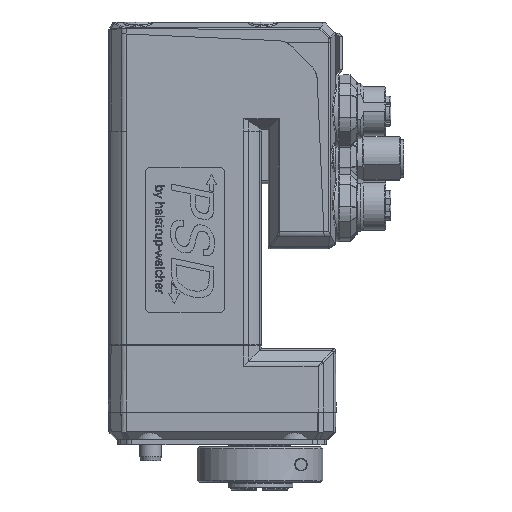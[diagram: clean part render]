
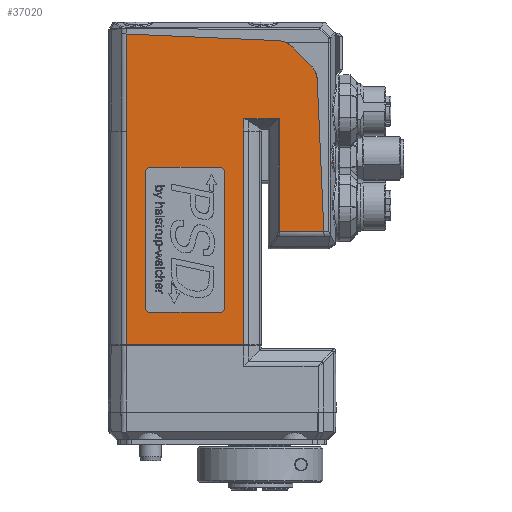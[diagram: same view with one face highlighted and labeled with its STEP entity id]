
A CAD part, left-side view. The second image highlights one B-rep face of the part: STEP entity #37020.
In plain terms, the highlighted planar face has unit normal (-1, 0, 0).
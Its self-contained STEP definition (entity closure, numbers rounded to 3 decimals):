
#2402=FACE_BOUND('',#7816,.T.);
#2914=CIRCLE('',#37563,1.5);
#2915=CIRCLE('',#37566,1.5);
#2916=CIRCLE('',#37569,1.5);
#2917=CIRCLE('',#37572,1.5);
#3374=CIRCLE('',#38696,6.);
#3375=CIRCLE('',#38699,6.);
#5699=FACE_OUTER_BOUND('',#7815,.T.);
#7815=EDGE_LOOP('',(#31448,#31449,#31450,#31451,#31452,#31453,#31454,#31455,
#31456,#31457,#31458,#31459,#31460,#31461,#31462));
#7816=EDGE_LOOP('',(#31463,#31464,#31465,#31466,#31467,#31468,#31469,#31470));
#8791=LINE('',#53695,#11450);
#8794=LINE('',#53703,#11453);
#8797=LINE('',#53711,#11456);
#8800=LINE('',#53718,#11459);
#9786=LINE('',#62715,#12445);
#9892=LINE('',#65409,#12551);
#9948=LINE('',#65555,#12607);
#10451=LINE('',#69105,#13110);
#10452=LINE('',#69109,#13111);
#10453=LINE('',#69111,#13112);
#10454=LINE('',#69113,#13113);
#10455=LINE('',#69115,#13114);
#10456=LINE('',#69116,#13115);
#10457=LINE('',#69118,#13116);
#10458=LINE('',#69120,#13117);
#10459=LINE('',#69122,#13118);
#10460=LINE('',#69123,#13119);
#11450=VECTOR('',#41297,10.);
#11453=VECTOR('',#41306,10.);
#11456=VECTOR('',#41315,10.);
#11459=VECTOR('',#41324,10.);
#12445=VECTOR('',#43880,10.);
#12551=VECTOR('',#44558,10.);
#12607=VECTOR('',#44720,10.);
#13110=VECTOR('',#46945,1000.);
#13111=VECTOR('',#46950,1000.);
#13112=VECTOR('',#46951,10.);
#13113=VECTOR('',#46952,10.);
#13114=VECTOR('',#46953,10.);
#13115=VECTOR('',#46954,10.);
#13116=VECTOR('',#46955,10.);
#13117=VECTOR('',#46956,1000.);
#13118=VECTOR('',#46957,1000.);
#13119=VECTOR('',#46958,1000.);
#14201=VERTEX_POINT('',#53688);
#14202=VERTEX_POINT('',#53689);
#14203=VERTEX_POINT('',#53694);
#14204=VERTEX_POINT('',#53698);
#14205=VERTEX_POINT('',#53702);
#14206=VERTEX_POINT('',#53706);
#14207=VERTEX_POINT('',#53710);
#14208=VERTEX_POINT('',#53714);
#15567=VERTEX_POINT('',#62704);
#15572=VERTEX_POINT('',#62713);
#15790=VERTEX_POINT('',#65407);
#15791=VERTEX_POINT('',#65408);
#15827=VERTEX_POINT('',#65550);
#15828=VERTEX_POINT('',#65554);
#16467=VERTEX_POINT('',#69102);
#16468=VERTEX_POINT('',#69104);
#16469=VERTEX_POINT('',#69108);
#16470=VERTEX_POINT('',#69110);
#16471=VERTEX_POINT('',#69112);
#16472=VERTEX_POINT('',#69114);
#16473=VERTEX_POINT('',#69117);
#16474=VERTEX_POINT('',#69119);
#16475=VERTEX_POINT('',#69121);
#17996=EDGE_CURVE('',#14201,#14202,#2914,.T.);
#17999=EDGE_CURVE('',#14202,#14203,#8791,.T.);
#18001=EDGE_CURVE('',#14203,#14204,#2915,.T.);
#18003=EDGE_CURVE('',#14204,#14205,#8794,.T.);
#18005=EDGE_CURVE('',#14205,#14206,#2916,.T.);
#18007=EDGE_CURVE('',#14206,#14207,#8797,.T.);
#18009=EDGE_CURVE('',#14207,#14208,#2917,.T.);
#18011=EDGE_CURVE('',#14208,#14201,#8800,.T.);
#19963=EDGE_CURVE('',#15572,#15567,#9786,.T.);
#20360=EDGE_CURVE('',#15790,#15791,#9892,.T.);
#20431=EDGE_CURVE('',#15791,#15827,#3374,.T.);
#20433=EDGE_CURVE('',#15827,#15828,#9948,.T.);
#20435=EDGE_CURVE('',#15828,#15572,#3375,.T.);
#21536=EDGE_CURVE('',#16467,#16468,#10451,.T.);
#21538=EDGE_CURVE('',#16469,#16467,#10452,.T.);
#21539=EDGE_CURVE('',#16470,#16469,#10453,.T.);
#21540=EDGE_CURVE('',#16471,#16470,#10454,.T.);
#21541=EDGE_CURVE('',#16472,#16471,#10455,.T.);
#21542=EDGE_CURVE('',#15567,#16472,#10456,.T.);
#21543=EDGE_CURVE('',#16473,#15790,#10457,.T.);
#21544=EDGE_CURVE('',#16474,#16473,#10458,.T.);
#21545=EDGE_CURVE('',#16474,#16475,#10459,.T.);
#21546=EDGE_CURVE('',#16475,#16468,#10460,.T.);
#31448=ORIENTED_EDGE('',*,*,#21536,.F.);
#31449=ORIENTED_EDGE('',*,*,#21538,.F.);
#31450=ORIENTED_EDGE('',*,*,#21539,.F.);
#31451=ORIENTED_EDGE('',*,*,#21540,.F.);
#31452=ORIENTED_EDGE('',*,*,#21541,.F.);
#31453=ORIENTED_EDGE('',*,*,#21542,.F.);
#31454=ORIENTED_EDGE('',*,*,#19963,.F.);
#31455=ORIENTED_EDGE('',*,*,#20435,.F.);
#31456=ORIENTED_EDGE('',*,*,#20433,.F.);
#31457=ORIENTED_EDGE('',*,*,#20431,.F.);
#31458=ORIENTED_EDGE('',*,*,#20360,.F.);
#31459=ORIENTED_EDGE('',*,*,#21543,.F.);
#31460=ORIENTED_EDGE('',*,*,#21544,.F.);
#31461=ORIENTED_EDGE('',*,*,#21545,.T.);
#31462=ORIENTED_EDGE('',*,*,#21546,.T.);
#31463=ORIENTED_EDGE('',*,*,#17996,.T.);
#31464=ORIENTED_EDGE('',*,*,#17999,.T.);
#31465=ORIENTED_EDGE('',*,*,#18001,.T.);
#31466=ORIENTED_EDGE('',*,*,#18003,.T.);
#31467=ORIENTED_EDGE('',*,*,#18005,.T.);
#31468=ORIENTED_EDGE('',*,*,#18007,.T.);
#31469=ORIENTED_EDGE('',*,*,#18009,.T.);
#31470=ORIENTED_EDGE('',*,*,#18011,.T.);
#33383=PLANE('',#39560);
#37020=ADVANCED_FACE('',(#5699,#2402),#33383,.F.);
#37563=AXIS2_PLACEMENT_3D('',#53690,#41291,#41292);
#37566=AXIS2_PLACEMENT_3D('',#53699,#41301,#41302);
#37569=AXIS2_PLACEMENT_3D('',#53707,#41310,#41311);
#37572=AXIS2_PLACEMENT_3D('',#53715,#41319,#41320);
#38696=AXIS2_PLACEMENT_3D('',#65551,#44715,#44716);
#38699=AXIS2_PLACEMENT_3D('',#65558,#44724,#44725);
#39560=AXIS2_PLACEMENT_3D('',#69107,#46948,#46949);
#41291=DIRECTION('center_axis',(1.,0.,0.));
#41292=DIRECTION('ref_axis',(0.,-1.,0.));
#41297=DIRECTION('',(0.,0.,-1.));
#41301=DIRECTION('center_axis',(1.,0.,0.));
#41302=DIRECTION('ref_axis',(0.,0.,
-1.));
#41306=DIRECTION('',(0.,1.,0.));
#41310=DIRECTION('center_axis',(1.,0.,0.));
#41311=DIRECTION('ref_axis',(0.,1.,0.));
#41315=DIRECTION('',(0.,0.,1.));
#41319=DIRECTION('center_axis',(1.,0.,0.));
#41320=DIRECTION('ref_axis',(0.,0.,
1.));
#41324=DIRECTION('',(0.,-1.,0.));
#43880=DIRECTION('',(0.,-0.044,-0.999));
#44558=DIRECTION('',(0.,-0.999,-0.044));
#44715=DIRECTION('center_axis',(1.,0.,0.));
#44716=DIRECTION('ref_axis',(0.,-0.707,0.707));
#44720=DIRECTION('',(0.,-0.707,-0.707));
#44724=DIRECTION('center_axis',(1.,0.,0.));
#44725=DIRECTION('ref_axis',(0.,-0.999,0.044));
#46945=DIRECTION('',(0.,0.,-1.));
#46948=DIRECTION('center_axis',(1.,0.,0.));
#46949=DIRECTION('ref_axis',(0.,1.,0.));
#46950=DIRECTION('',(0.,-1.,0.));
#46951=DIRECTION('',(0.,0.,-1.));
#46952=DIRECTION('',(0.,1.,0.));
#46953=DIRECTION('',(0.,0.,1.));
#46954=DIRECTION('',(0.,1.,0.));
#46955=DIRECTION('',(0.,0.,1.));
#46956=DIRECTION('',(0.,-1.,0.));
#46957=DIRECTION('',(0.,0.,-1.));
#46958=DIRECTION('',(0.,-1.,0.));
#53688=CARTESIAN_POINT('',(-21.,-9.5,49.));
#53689=CARTESIAN_POINT('',(-21.,-11.,47.5));
#53690=CARTESIAN_POINT('Origin',(-21.,-9.5,47.5));
#53694=CARTESIAN_POINT('',(-21.,-11.,10.5));
#53695=CARTESIAN_POINT('',(-21.,-11.,29.9));
#53698=CARTESIAN_POINT('',(-21.,-9.5,9.));
#53699=CARTESIAN_POINT('Origin',(-21.,-9.5,10.5));
#53702=CARTESIAN_POINT('',(-21.,9.5,9.));
#53703=CARTESIAN_POINT('',(-21.,12.874,9.));
#53706=CARTESIAN_POINT('',(-21.,11.,10.5));
#53707=CARTESIAN_POINT('Origin',(-21.,9.5,10.5));
#53710=CARTESIAN_POINT('',(-21.,11.,47.5));
#53711=CARTESIAN_POINT('',(-21.,11.,48.4));
#53714=CARTESIAN_POINT('',(-21.,9.5,49.));
#53715=CARTESIAN_POINT('Origin',(-21.,9.5,47.5));
#53718=CARTESIAN_POINT('',(-21.,3.374,49.));
#62704=CARTESIAN_POINT('',(-21.,-38.289,31.328));
#62713=CARTESIAN_POINT('',(-21.,-36.466,73.076));
#62715=CARTESIAN_POINT('',(-21.,-36.715,67.379));
#65407=CARTESIAN_POINT('',(-21.,16.172,85.789));
#65408=CARTESIAN_POINT('',(-21.,-25.576,83.966));
#65409=CARTESIAN_POINT('',(-21.,3.409,85.232));
#65550=CARTESIAN_POINT('',(-21.,-29.557,82.215));
#65551=CARTESIAN_POINT('Origin',(-21.,-25.315,77.972));
#65554=CARTESIAN_POINT('',(-21.,-34.715,77.057));
#65555=CARTESIAN_POINT('',(-21.,-30.847,80.925));
#65558=CARTESIAN_POINT('Origin',(-21.,-30.472,72.815));
#69102=CARTESIAN_POINT('',(-21.,-16.248,59.));
#69104=CARTESIAN_POINT('',(-21.,-16.248,0.));
#69105=CARTESIAN_POINT('',(-21.,-16.248,49.3));
#69107=CARTESIAN_POINT('Origin',(-21.,16.248,49.3));
#69108=CARTESIAN_POINT('',(-21.,-16.172,59.));
#69109=CARTESIAN_POINT('',(-21.,16.248,59.));
#69110=CARTESIAN_POINT('',(-21.,-16.172,62.561));
#69111=CARTESIAN_POINT('',(-21.,-16.172,56.606));
#69112=CARTESIAN_POINT('',(-21.,-26.061,62.561));
#69113=CARTESIAN_POINT('',(-21.,-15.106,62.561));
#69114=CARTESIAN_POINT('',(-21.,-26.061,31.328));
#69115=CARTESIAN_POINT('',(-21.,-26.061,52.106));
#69116=CARTESIAN_POINT('',(-21.,-19.481,31.328));
#69117=CARTESIAN_POINT('',(-21.,16.172,59.));
#69118=CARTESIAN_POINT('',(-21.,16.172,60.231));
#69119=CARTESIAN_POINT('',(-21.,16.248,59.));
#69120=CARTESIAN_POINT('',(-21.,16.248,59.));
#69121=CARTESIAN_POINT('',(-21.,16.248,0.));
#69122=CARTESIAN_POINT('',(-21.,16.248,49.3));
#69123=CARTESIAN_POINT('',(-21.,16.248,0.));
